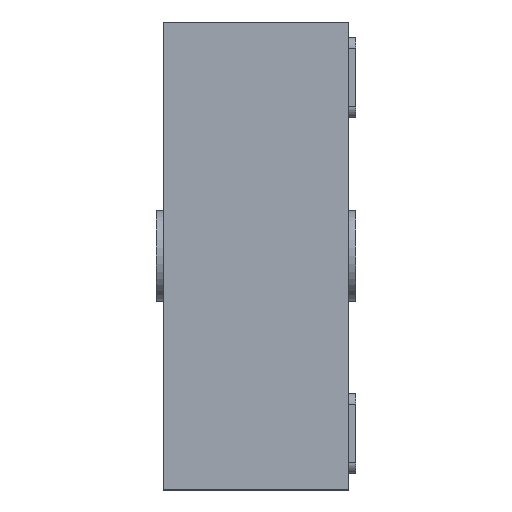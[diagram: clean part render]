
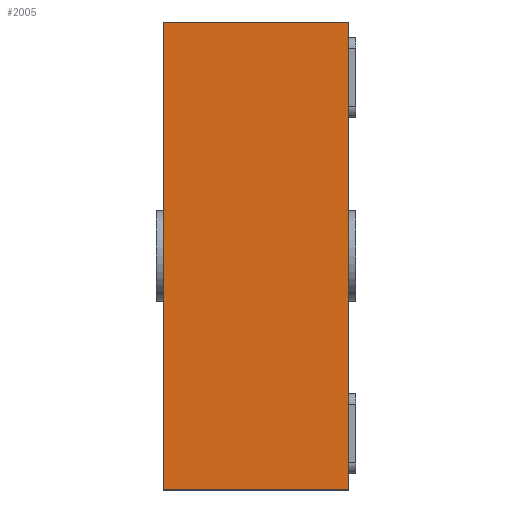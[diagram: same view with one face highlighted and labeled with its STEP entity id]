
A CAD part, left-side view. The second image highlights one B-rep face of the part: STEP entity #2005.
In plain terms, the highlighted planar face has unit normal (-1, 0, 0).
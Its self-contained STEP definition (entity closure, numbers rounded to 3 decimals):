
#100 = CARTESIAN_POINT ( 'NONE',  ( -1.019, -0.255, 0.644 ) ) ;
#105 = CARTESIAN_POINT ( 'NONE',  ( -1.019, 0.255, -0.644 ) ) ;
#233 = DIRECTION ( 'NONE',  ( 0., 0., -1. ) ) ;
#419 = EDGE_CURVE ( 'NONE', #1651, #942, #1898, .T. ) ;
#620 = CARTESIAN_POINT ( 'NONE',  ( -1.019, 0.255, 0.644 ) ) ;
#622 = EDGE_CURVE ( 'NONE', #1925, #2511, #1004, .T. ) ;
#647 = FACE_OUTER_BOUND ( 'NONE', #2354, .T. ) ;
#694 = ORIENTED_EDGE ( 'NONE', *, *, #419, .T. ) ;
#784 = VECTOR ( 'NONE', #2296, 1000. ) ;
#787 = CARTESIAN_POINT ( 'NONE',  ( -1.019, 0.255, 0.644 ) ) ;
#808 = ORIENTED_EDGE ( 'NONE', *, *, #622, .F. ) ;
#942 = VERTEX_POINT ( 'NONE', #1092 ) ;
#948 = EDGE_CURVE ( 'NONE', #1925, #1651, #1888, .T. ) ;
#985 = CARTESIAN_POINT ( 'NONE',  ( -1.019, 0.255, 0.644 ) ) ;
#1004 = LINE ( 'NONE', #985, #1610 ) ;
#1092 = CARTESIAN_POINT ( 'NONE',  ( -1.019, -0.255, 0.644 ) ) ;
#1093 = VECTOR ( 'NONE', #2417, 1000. ) ;
#1100 = AXIS2_PLACEMENT_3D ( 'NONE', #620, #2052, #233 ) ;
#1200 = CARTESIAN_POINT ( 'NONE',  ( -1.019, 0.255, 0.644 ) ) ;
#1208 = EDGE_CURVE ( 'NONE', #2511, #942, #1402, .T. ) ;
#1250 = PLANE ( 'NONE',  #1100 ) ;
#1258 = CARTESIAN_POINT ( 'NONE',  ( -1.019, 0.255, -0.644 ) ) ;
#1402 = LINE ( 'NONE', #787, #1093 ) ;
#1610 = VECTOR ( 'NONE', #1763, 1000. ) ;
#1650 = ORIENTED_EDGE ( 'NONE', *, *, #1208, .F. ) ;
#1651 = VERTEX_POINT ( 'NONE', #2307 ) ;
#1763 = DIRECTION ( 'NONE',  ( 0., 0., 1. ) ) ;
#1888 = LINE ( 'NONE', #105, #1899 ) ;
#1898 = LINE ( 'NONE', #100, #784 ) ;
#1899 = VECTOR ( 'NONE', #2028, 1000. ) ;
#1925 = VERTEX_POINT ( 'NONE', #1258 ) ;
#2005 = ADVANCED_FACE ( 'NONE', ( #647 ), #1250, .F. ) ;
#2028 = DIRECTION ( 'NONE',  ( 0., -1., 0. ) ) ;
#2052 = DIRECTION ( 'NONE',  ( 1., 0., 0. ) ) ;
#2099 = ORIENTED_EDGE ( 'NONE', *, *, #948, .T. ) ;
#2296 = DIRECTION ( 'NONE',  ( 0., 0., 1. ) ) ;
#2307 = CARTESIAN_POINT ( 'NONE',  ( -1.019, -0.255, -0.644 ) ) ;
#2354 = EDGE_LOOP ( 'NONE', ( #694, #1650, #808, #2099 ) ) ;
#2417 = DIRECTION ( 'NONE',  ( 0., -1., 0. ) ) ;
#2511 = VERTEX_POINT ( 'NONE', #1200 ) ;
